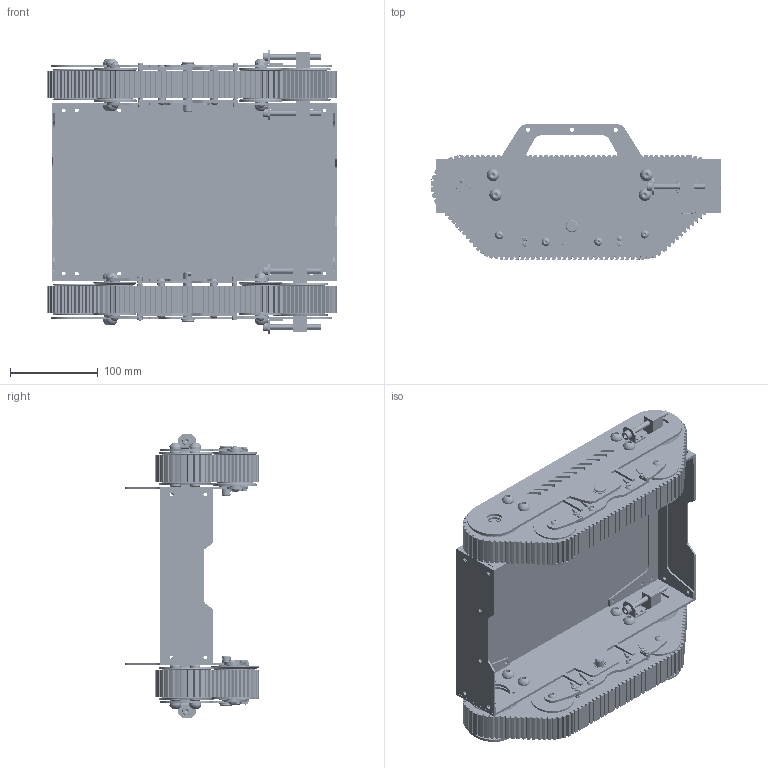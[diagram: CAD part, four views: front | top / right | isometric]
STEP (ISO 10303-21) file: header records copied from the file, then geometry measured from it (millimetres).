
FILE_DESCRIPTION (( 'STEP AP203' ), '1' );
FILE_NAME ('TN3.STEP', '2023-04-13T01:53:25', ( '' ), ( '' ), 'SwSTEP 2.0', 'SolidWorks 2016', '' );
FILE_SCHEMA (( 'CONFIG_CONTROL_DESIGN' ));
Length unit declared in the file: millimetre
Products named in the file (1): TN3
Bounding box: 331.45 x 153.88 x 324 mm (x, y, z)
Volume: 2655059.9 mm3; surface area: 737531.9 mm2
Topology: 84 solids, 84 shells, 6230 faces, 19269 edges, 12766 vertices
Faces by surface type: plane 2726, cylinder 1800, torus 806, sphere 664, cone 234
Entity records: 216697 total; most frequent: CARTESIAN_POINT 51303, ORIENTED_EDGE 36074, DIRECTION 33928, EDGE_CURVE 18037, AXIS2_PLACEMENT_3D 13085, VERTEX_POINT 11950, LINE 7758, VECTOR 7758
